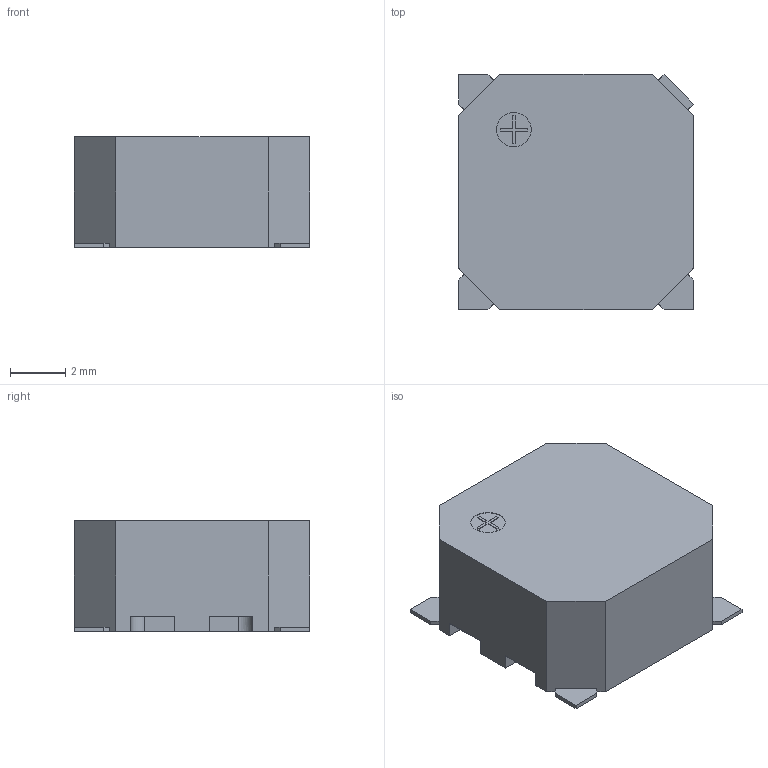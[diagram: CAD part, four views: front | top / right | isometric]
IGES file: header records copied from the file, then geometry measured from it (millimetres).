
Global section: file name: No Iges File Name specified; native system: Autodesk Inventor 2011; preprocessor: AutoDesk Inventor Iges Exporter R2011; author: Dunn; date: 20120111.085113; units: millimetre
Bounding box: 8.5 x 8.5 x 4 mm (x, y, z)
Volume: 181.9 mm3; surface area: 495.5 mm2
Topology: 1 solids, 1 shells, 180 faces, 477 edges, 312 vertices
Faces by surface type: plane 143, revolution 20, cylinder 17
